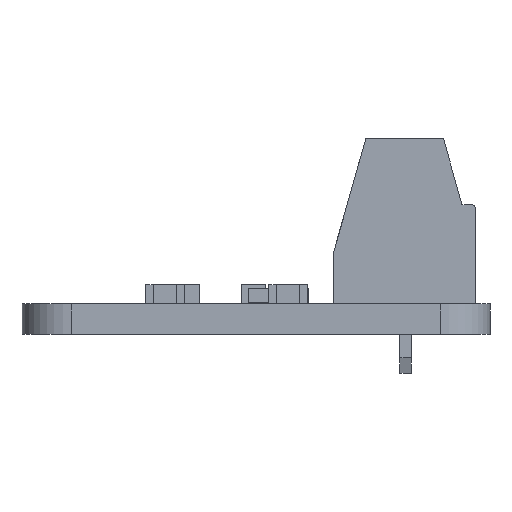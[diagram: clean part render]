
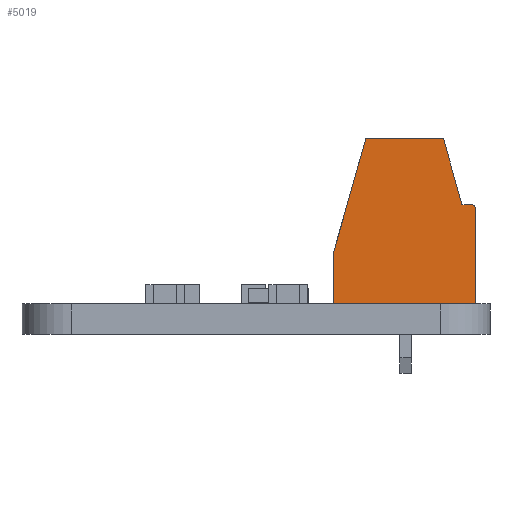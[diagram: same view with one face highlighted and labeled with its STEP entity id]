
A CAD part, front view. The second image highlights one B-rep face of the part: STEP entity #5019.
In plain terms, the highlighted face is planar.
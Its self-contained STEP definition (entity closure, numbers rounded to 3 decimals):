
#351=PLANE('',#5474);
#610=FACE_OUTER_BOUND('',#948,.T.);
#948=EDGE_LOOP('',(#4230,#4231,#4232,#4233,#4234,#4235,#4236,#4237));
#1354=LINE('',#7715,#1860);
#1402=LINE('',#8431,#1908);
#1431=LINE('',#8486,#1937);
#1434=LINE('',#8491,#1940);
#1435=LINE('',#8495,#1941);
#1436=LINE('',#8497,#1942);
#1437=LINE('',#8498,#1943);
#1860=VECTOR('',#6387,1000.);
#1908=VECTOR('',#6563,1000.);
#1937=VECTOR('',#6600,1000.);
#1940=VECTOR('',#6605,1000.);
#1941=VECTOR('',#6608,1000.);
#1942=VECTOR('',#6609,1000.);
#1943=VECTOR('',#6610,1000.);
#2161=CIRCLE('',#5475,0.2);
#2438=VERTEX_POINT('',#7712);
#2439=VERTEX_POINT('',#7714);
#2512=VERTEX_POINT('',#8428);
#2513=VERTEX_POINT('',#8430);
#2536=VERTEX_POINT('',#8490);
#2537=VERTEX_POINT('',#8492);
#2538=VERTEX_POINT('',#8494);
#2539=VERTEX_POINT('',#8496);
#2998=EDGE_CURVE('',#2438,#2439,#1354,.T.);
#3099=EDGE_CURVE('',#2513,#2512,#1402,.T.);
#3128=EDGE_CURVE('',#2438,#2513,#1431,.T.);
#3131=EDGE_CURVE('',#2536,#2512,#1434,.T.);
#3132=EDGE_CURVE('',#2536,#2537,#2161,.T.);
#3133=EDGE_CURVE('',#2538,#2537,#1435,.T.);
#3134=EDGE_CURVE('',#2539,#2538,#1436,.T.);
#3135=EDGE_CURVE('',#2439,#2539,#1437,.T.);
#4230=ORIENTED_EDGE('',*,*,#3131,.F.);
#4231=ORIENTED_EDGE('',*,*,#3132,.T.);
#4232=ORIENTED_EDGE('',*,*,#3133,.F.);
#4233=ORIENTED_EDGE('',*,*,#3134,.F.);
#4234=ORIENTED_EDGE('',*,*,#3135,.F.);
#4235=ORIENTED_EDGE('',*,*,#2998,.F.);
#4236=ORIENTED_EDGE('',*,*,#3128,.T.);
#4237=ORIENTED_EDGE('',*,*,#3099,.T.);
#5019=ADVANCED_FACE('',(#610),#351,.F.);
#5474=AXIS2_PLACEMENT_3D('',#8489,#6603,#6604);
#5475=AXIS2_PLACEMENT_3D('',#8493,#6606,#6607);
#6387=DIRECTION('',(0.,-0.274,0.962));
#6563=DIRECTION('',(0.,-1.,0.));
#6600=DIRECTION('',(0.,0.,-1.));
#6603=DIRECTION('center_axis',(1.,0.,0.));
#6604=DIRECTION('ref_axis',(0.,1.,0.));
#6605=DIRECTION('',(0.,0.,-1.));
#6606=DIRECTION('center_axis',(-1.,0.,0.));
#6607=DIRECTION('ref_axis',(0.,1.,0.));
#6608=DIRECTION('',(0.,-1.,0.));
#6609=DIRECTION('',(0.,-0.269,-0.963));
#6610=DIRECTION('',(0.,-1.,0.));
#7712=CARTESIAN_POINT('',(-3.455,3.73,2.72));
#7714=CARTESIAN_POINT('',(-3.455,2.08,8.52));
#7715=CARTESIAN_POINT('',(-3.455,2.08,8.52));
#8428=CARTESIAN_POINT('',(-3.455,-3.57,0.02));
#8430=CARTESIAN_POINT('',(-3.455,3.73,0.02));
#8431=CARTESIAN_POINT('',(-3.455,-3.57,0.02));
#8486=CARTESIAN_POINT('',(-3.455,3.73,8.52));
#8489=CARTESIAN_POINT('Origin',(-3.455,-3.57,8.52));
#8490=CARTESIAN_POINT('',(-3.455,-3.57,4.92));
#8491=CARTESIAN_POINT('',(-3.455,-3.57,8.52));
#8492=CARTESIAN_POINT('',(-3.455,-3.37,5.12));
#8493=CARTESIAN_POINT('Origin',(-3.455,-3.37,4.92));
#8494=CARTESIAN_POINT('',(-3.455,-2.87,5.12));
#8495=CARTESIAN_POINT('',(-3.455,-2.87,5.12));
#8496=CARTESIAN_POINT('',(-3.455,-1.92,8.52));
#8497=CARTESIAN_POINT('',(-3.455,-1.92,8.52));
#8498=CARTESIAN_POINT('',(-3.455,-3.57,8.52));
